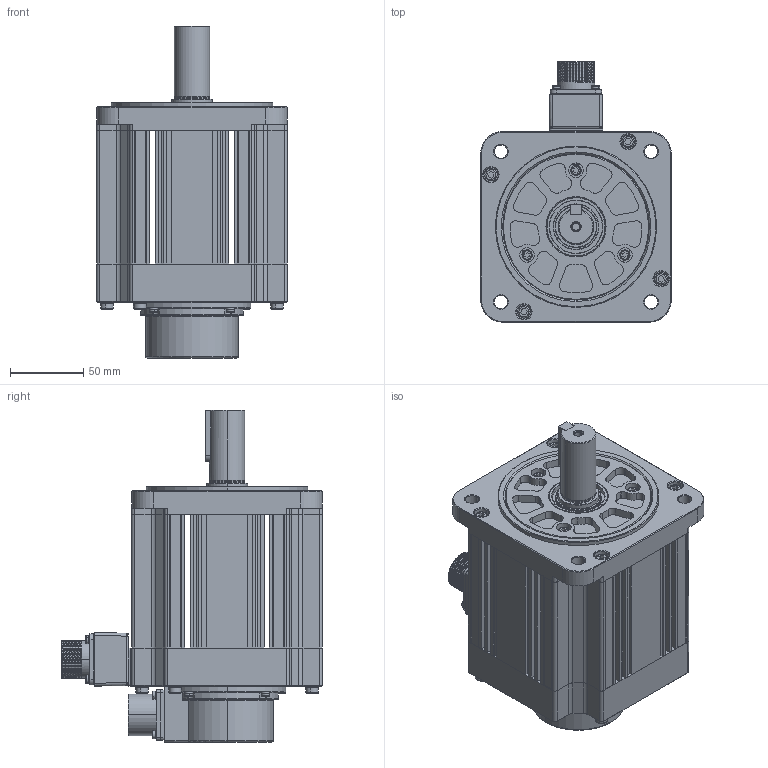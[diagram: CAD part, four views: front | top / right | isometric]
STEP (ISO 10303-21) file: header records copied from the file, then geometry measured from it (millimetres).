
FILE_DESCRIPTION (( 'STEP AP203' ), '1' );
FILE_NAME ('EM1-2KW-K-O.STEP', '2019-12-06T03:23:05', ( '' ), ( '' ), 'SwSTEP 2.0', 'SolidWorks 2015', '' );
FILE_SCHEMA (( 'CONFIG_CONTROL_DESIGN' ));
Length unit declared in the file: millimetre
Products named in the file (1): EM1-2KW-K-O
Bounding box: 130 x 177.85 x 226.4 mm (x, y, z)
Surface area: 161852.3 mm2 (no closed solid volume)
Topology: 0 solids, 54 shells, 1043 faces, 3063 edges, 2076 vertices
Faces by surface type: plane 463, cylinder 343, cone 109, torus 98, bspline 22, sphere 8
Entity records: 39209 total; most frequent: CARTESIAN_POINT 11423, DIRECTION 5997, ORIENTED_EDGE 5252, EDGE_CURVE 3053, AXIS2_PLACEMENT_3D 2127, VERTEX_POINT 2073, LINE 1743, VECTOR 1743
